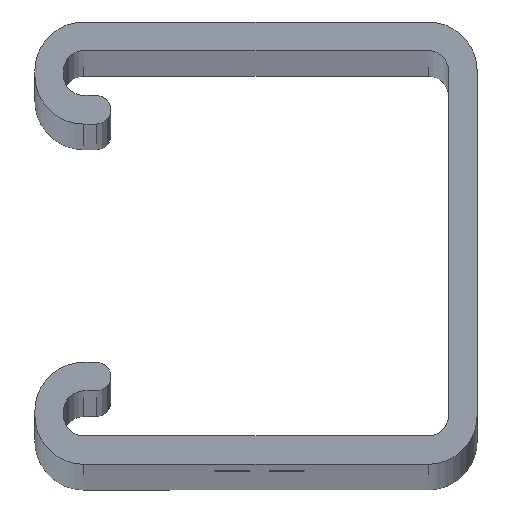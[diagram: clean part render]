
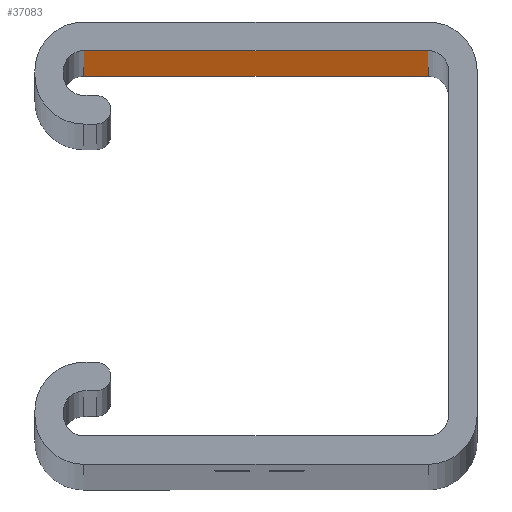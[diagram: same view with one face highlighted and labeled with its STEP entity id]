
A CAD part, top view. The second image highlights one B-rep face of the part: STEP entity #37083.
In plain terms, the highlighted planar face has unit normal (0, -1, 0).
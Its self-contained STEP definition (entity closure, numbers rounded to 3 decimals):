
#5186 = ORIENTED_EDGE ( 'NONE', *, *, #42649, .F. ) ;
#5283 = DIRECTION ( 'NONE',  ( 0., 0., 1. ) ) ;
#6100 = VECTOR ( 'NONE', #38330, 39.37 ) ;
#6528 = FACE_OUTER_BOUND ( 'NONE', #6873, .T. ) ;
#6873 = EDGE_LOOP ( 'NONE', ( #5186, #46594, #28643, #50274 ) ) ;
#6877 = DIRECTION ( 'NONE',  ( 0., 0., 1. ) ) ;
#8631 = CARTESIAN_POINT ( 'NONE',  ( -0.18, 0.708, -27. ) ) ;
#10704 = VERTEX_POINT ( 'NONE', #26209 ) ;
#12997 = CARTESIAN_POINT ( 'NONE',  ( -1.445, 0.707, -27. ) ) ;
#15091 = CARTESIAN_POINT ( 'NONE',  ( -0.18, 0.708, -27. ) ) ;
#15612 = CARTESIAN_POINT ( 'NONE',  ( -0.18, 0.708, 27. ) ) ;
#19192 = LINE ( 'NONE', #15091, #31590 ) ;
#23162 = CARTESIAN_POINT ( 'NONE',  ( -0.18, 0.708, -27. ) ) ;
#23290 = LINE ( 'NONE', #15612, #41974 ) ;
#23556 = DIRECTION ( 'NONE',  ( 1., 0., 0. ) ) ;
#23916 = CARTESIAN_POINT ( 'NONE',  ( -1.445, 0.707, -27. ) ) ;
#23924 = EDGE_CURVE ( 'NONE', #24013, #49023, #39343, .T. ) ;
#24013 = VERTEX_POINT ( 'NONE', #23916 ) ;
#24662 = EDGE_CURVE ( 'NONE', #49023, #49255, #19192, .T. ) ;
#26091 = EDGE_CURVE ( 'Edge34', #24013, #10704, #48157, .T. ) ;
#26209 = CARTESIAN_POINT ( 'NONE',  ( -1.445, 0.707, 27. ) ) ;
#26304 = PLANE ( 'NONE',  #26929 ) ;
#26929 = AXIS2_PLACEMENT_3D ( 'NONE', #41431, #45268, #46047 ) ;
#28643 = ORIENTED_EDGE ( 'NONE', *, *, #23924, .T. ) ;
#31590 = VECTOR ( 'NONE', #6877, 39.37 ) ;
#32928 = CARTESIAN_POINT ( 'NONE',  ( -0.18, 0.708, 27. ) ) ;
#37083 = ADVANCED_FACE ( 'Face5', ( #6528 ), #26304, .T. ) ;
#38330 = DIRECTION ( 'NONE',  ( 1., 0., 0. ) ) ;
#39343 = LINE ( 'NONE', #23162, #6100 ) ;
#41431 = CARTESIAN_POINT ( 'NONE',  ( -0.18, 0.708, -27. ) ) ;
#41974 = VECTOR ( 'NONE', #23556, 39.37 ) ;
#42649 = EDGE_CURVE ( 'Edge3', #10704, #49255, #23290, .T. ) ;
#45268 = DIRECTION ( 'NONE',  ( 0., -1., 0. ) ) ;
#46047 = DIRECTION ( 'NONE',  ( 1., 0., 0. ) ) ;
#46594 = ORIENTED_EDGE ( 'NONE', *, *, #26091, .F. ) ;
#48157 = LINE ( 'NONE', #12997, #50558 ) ;
#49023 = VERTEX_POINT ( 'NONE', #8631 ) ;
#49255 = VERTEX_POINT ( 'NONE', #32928 ) ;
#50274 = ORIENTED_EDGE ( 'NONE', *, *, #24662, .T. ) ;
#50558 = VECTOR ( 'NONE', #5283, 39.37 ) ;
